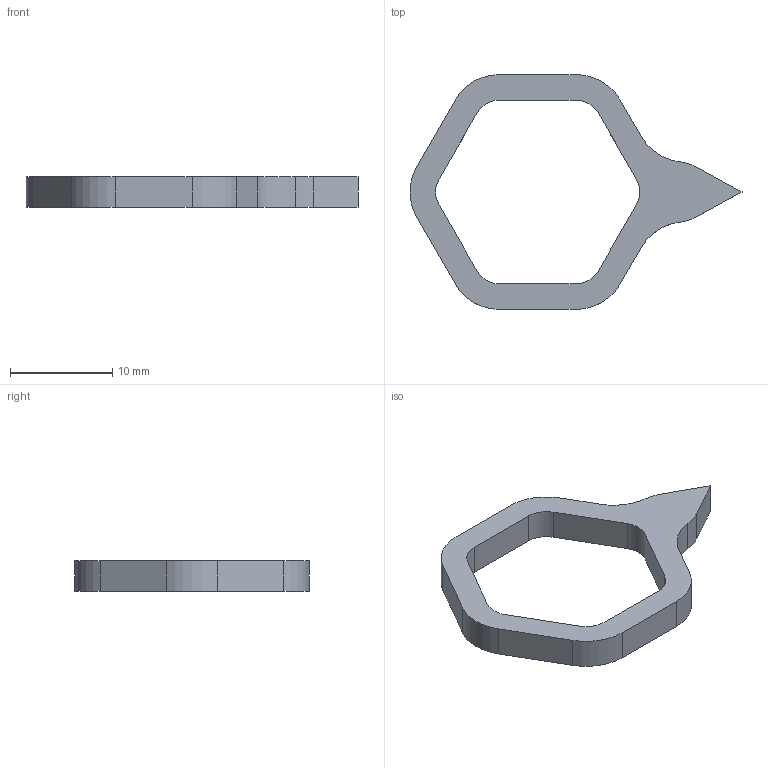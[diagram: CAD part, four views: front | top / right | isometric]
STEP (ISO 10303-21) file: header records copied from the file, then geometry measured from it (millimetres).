
FILE_DESCRIPTION(/* description */ ('Unknown'),/* implementation_level */ '2;1');
FILE_NAME(/* name */ 'Rucicka',/* time_stamp */ '2021-05-06T17:36:12+02:00',/* author */ ('Unknown'),/* organization */ ('Unknown'),/* preprocessor_version */ 'ST-DEVELOPER v16.7',/* originating_system */ 'Solid Edge',/* authorisation */ 'Unknown');
FILE_SCHEMA (('AUTOMOTIVE_DESIGN {1 0 10303 214 3 1 1}'));
Length unit declared in the file: millimetre
Products named in the file (1): Rucicka
Bounding box: 32.51 x 23 x 3 mm (x, y, z)
Volume: 596.1 mm3; surface area: 874.2 mm2
Topology: 1 solids, 1 shells, 36 faces, 99 edges, 66 vertices
Faces by surface type: plane 21, cylinder 15
Entity records: 1187 total; most frequent: DIRECTION 203, CARTESIAN_POINT 202, ORIENTED_EDGE 198, EDGE_CURVE 99, LINE 69, VECTOR 69, AXIS2_PLACEMENT_3D 67, VERTEX_POINT 66
